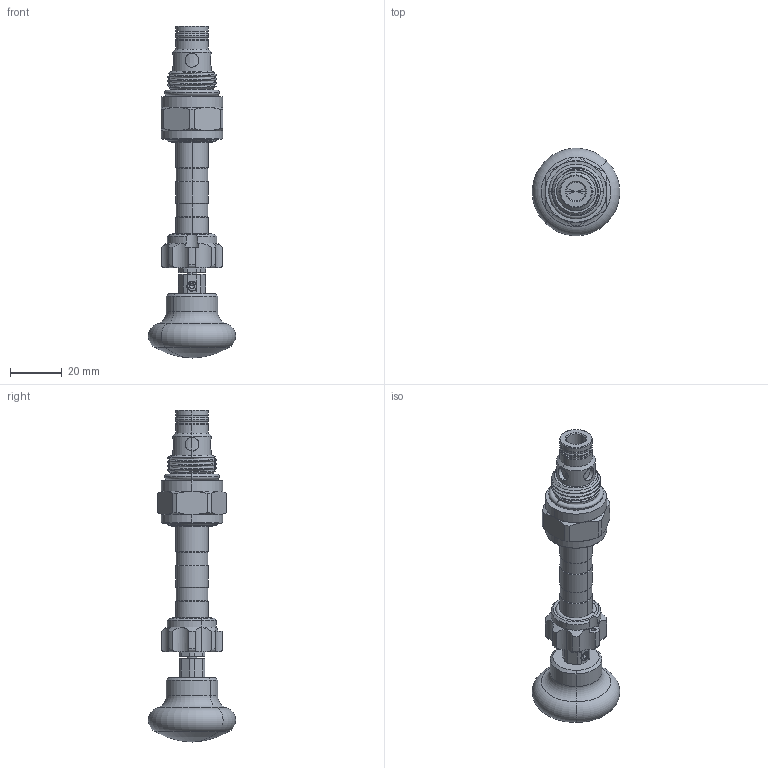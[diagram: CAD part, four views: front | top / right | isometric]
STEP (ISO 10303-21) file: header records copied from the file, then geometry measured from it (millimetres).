
FILE_DESCRIPTION (( 'STEP AP203' ), '1' );
FILE_NAME ('EP08W2A31H05.STEP', '2020-03-31T02:38:25', ( '' ), ( '' ), 'SwSTEP 2.0', 'SolidWorks 2018', '' );
FILE_SCHEMA (( 'CONFIG_CONTROL_DESIGN' ));
Length unit declared in the file: millimetre
Products named in the file (1): EP08W2A31H05
Bounding box: 33.87 x 33.87 x 128.92 mm (x, y, z)
Volume: 35109.9 mm3; surface area: 12806.7 mm2
Topology: 6 solids, 7 shells, 339 faces, 828 edges, 515 vertices
Faces by surface type: cylinder 139, cone 85, plane 60, torus 34, bspline 21
Entity records: 25529 total; most frequent: CARTESIAN_POINT 17929, ORIENTED_EDGE 1644, DIRECTION 1518, EDGE_CURVE 822, AXIS2_PLACEMENT_3D 644, VERTEX_POINT 515, EDGE_LOOP 369, ADVANCED_FACE 339
